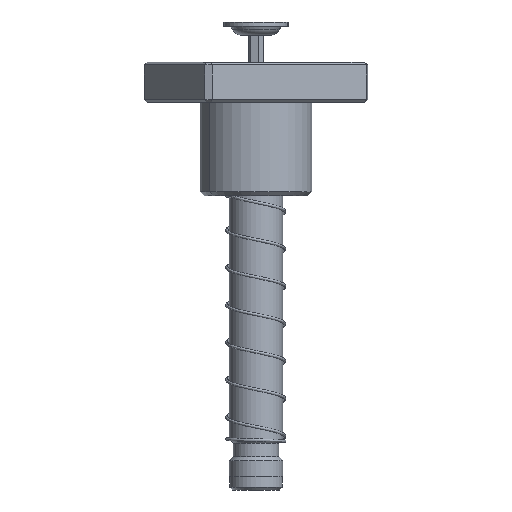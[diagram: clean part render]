
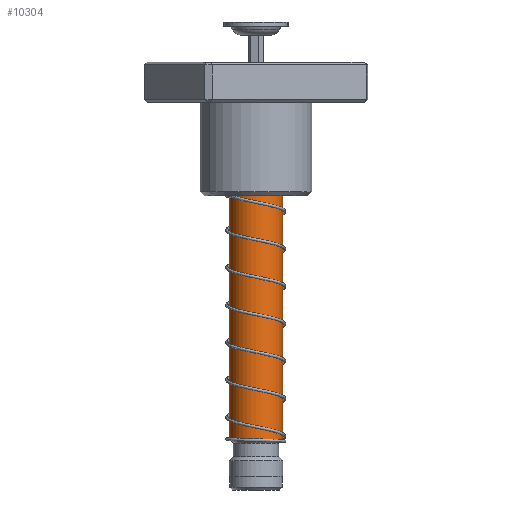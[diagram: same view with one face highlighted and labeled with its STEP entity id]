
A CAD part, front view. The second image highlights one B-rep face of the part: STEP entity #10304.
In plain terms, the highlighted cylindrical face has radius 10 mm (diameter 20 mm), a partial arc.
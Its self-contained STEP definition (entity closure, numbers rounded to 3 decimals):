
#537 = EDGE_LOOP ( 'NONE', ( #37368, #13368, #18548, #4064 ) ) ;
#1116 = DIRECTION ( 'NONE',  ( 0., 0., -1. ) ) ;
#1439 = LINE ( 'NONE', #2874, #31741 ) ;
#2874 = CARTESIAN_POINT ( 'NONE',  ( -10., 0., 160. ) ) ;
#3420 = EDGE_CURVE ( 'NONE', #10623, #8662, #5737, .T. ) ;
#3759 = CIRCLE ( 'NONE', #26577, 10. ) ;
#4064 = ORIENTED_EDGE ( 'NONE', *, *, #21154, .F. ) ;
#5542 = CARTESIAN_POINT ( 'NONE',  ( -10., 0., 157.5 ) ) ;
#5737 = LINE ( 'NONE', #12553, #28222 ) ;
#8662 = VERTEX_POINT ( 'NONE', #24951 ) ;
#10304 = ADVANCED_FACE ( 'NONE', ( #30330 ), #18406, .T. ) ;
#10623 = VERTEX_POINT ( 'NONE', #22387 ) ;
#12392 = EDGE_CURVE ( 'NONE', #17049, #22660, #1439, .T. ) ;
#12553 = CARTESIAN_POINT ( 'NONE',  ( 10., 0., 160. ) ) ;
#13131 = DIRECTION ( 'NONE',  ( 0., 0., -1. ) ) ;
#13289 = DIRECTION ( 'NONE',  ( -1., 0., 0. ) ) ;
#13368 = ORIENTED_EDGE ( 'NONE', *, *, #20182, .T. ) ;
#14166 = CARTESIAN_POINT ( 'NONE',  ( 0., 0., 157.5 ) ) ;
#17049 = VERTEX_POINT ( 'NONE', #5542 ) ;
#18406 = CYLINDRICAL_SURFACE ( 'NONE', #26943, 10. ) ;
#18548 = ORIENTED_EDGE ( 'NONE', *, *, #12392, .T. ) ;
#18931 = CARTESIAN_POINT ( 'NONE',  ( 0., 0., 160. ) ) ;
#19671 = DIRECTION ( 'NONE',  ( 0., 0., -1. ) ) ;
#20182 = EDGE_CURVE ( 'NONE', #10623, #17049, #33177, .T. ) ;
#21154 = EDGE_CURVE ( 'NONE', #8662, #22660, #3759, .T. ) ;
#22387 = CARTESIAN_POINT ( 'NONE',  ( 10., 0., 157.5 ) ) ;
#22660 = VERTEX_POINT ( 'NONE', #27858 ) ;
#23415 = DIRECTION ( 'NONE',  ( 0., 0., -1. ) ) ;
#24951 = CARTESIAN_POINT ( 'NONE',  ( 10., 0., 19. ) ) ;
#26577 = AXIS2_PLACEMENT_3D ( 'NONE', #27800, #1116, #13289 ) ;
#26943 = AXIS2_PLACEMENT_3D ( 'NONE', #18931, #13131, #27782 ) ;
#27782 = DIRECTION ( 'NONE',  ( -1., 0., 0. ) ) ;
#27800 = CARTESIAN_POINT ( 'NONE',  ( 0., 0., 19. ) ) ;
#27858 = CARTESIAN_POINT ( 'NONE',  ( -10., 0., 19. ) ) ;
#28222 = VECTOR ( 'NONE', #30151, 1000. ) ;
#30151 = DIRECTION ( 'NONE',  ( 0., 0., -1. ) ) ;
#30330 = FACE_OUTER_BOUND ( 'NONE', #537, .T. ) ;
#31489 = DIRECTION ( 'NONE',  ( 1., 0., 0. ) ) ;
#31741 = VECTOR ( 'NONE', #23415, 1000. ) ;
#33177 = CIRCLE ( 'NONE', #33246, 10. ) ;
#33246 = AXIS2_PLACEMENT_3D ( 'NONE', #14166, #19671, #31489 ) ;
#37368 = ORIENTED_EDGE ( 'NONE', *, *, #3420, .F. ) ;
